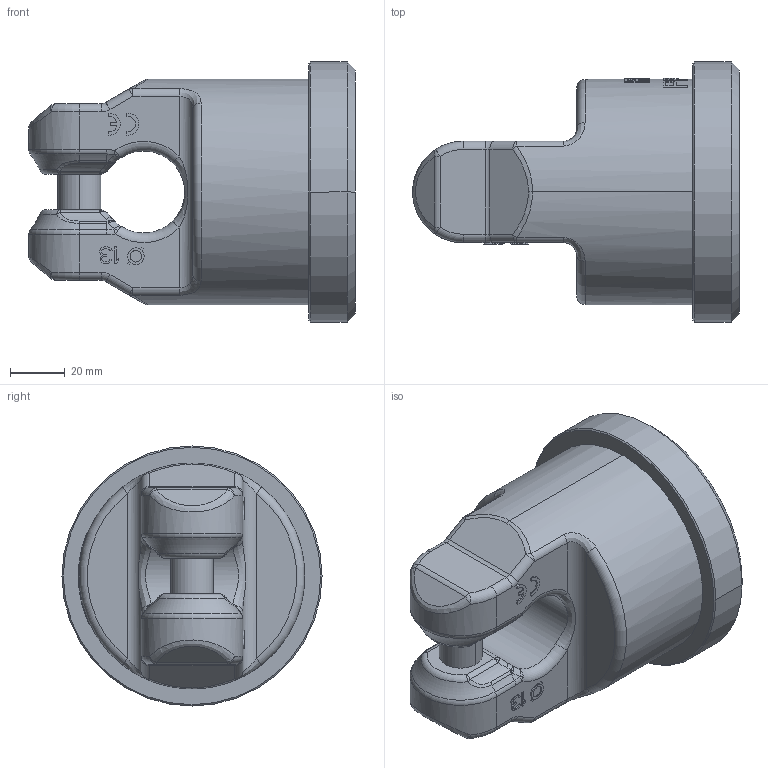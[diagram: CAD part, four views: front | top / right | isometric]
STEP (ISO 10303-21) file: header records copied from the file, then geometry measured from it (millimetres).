
FILE_DESCRIPTION((''),'2;1');
FILE_NAME('001-M31395-P-40_ASM','2019-03-15T',('anja.joas'),(''),'PRO/ENGINEER BY PARAMETRIC TECHNOLOGY CORPORATION, 2011490','PRO/ENGINEER BY PARAMETRIC TECHNOLOGY CORPORATION, 2011490','');
FILE_SCHEMA(('CONFIG_CONTROL_DESIGN'));
Length unit declared in the file: millimetre
Products named in the file (3): 001-M31395-P-20_AF0; 001-M31395-P-50; 001-M31395-P-40_ASM
Assembly tree (2 placements, depth 2):
  001-M31395-P-40_ASM
    001-M31395-P-20_AF0
    001-M31395-P-50
Bounding box: 119.38 x 95 x 95 mm (x, y, z)
Volume: 451451.8 mm3; surface area: 52199.6 mm2
Topology: 2 solids, 2 shells, 464 faces, 1203 edges, 760 vertices
Faces by surface type: plane 292, cylinder 70, bspline 64, torus 20, sphere 12, cone 6
Entity records: 16931 total; most frequent: CARTESIAN_POINT 6258, ORIENTED_EDGE 2406, DIRECTION 1931, EDGE_CURVE 1203, VERTEX_POINT 760, AXIS2_PLACEMENT_3D 671, VECTOR 589, LINE 589
